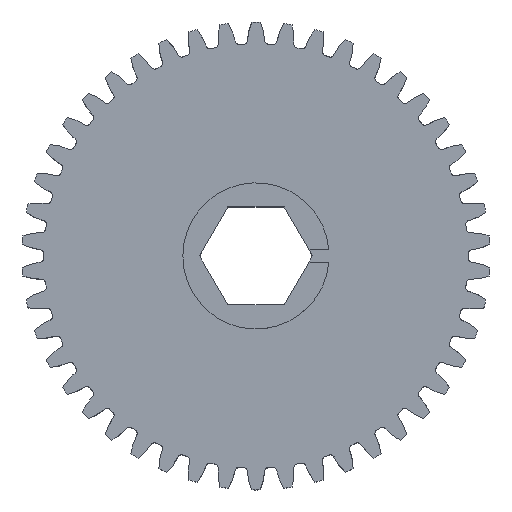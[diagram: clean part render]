
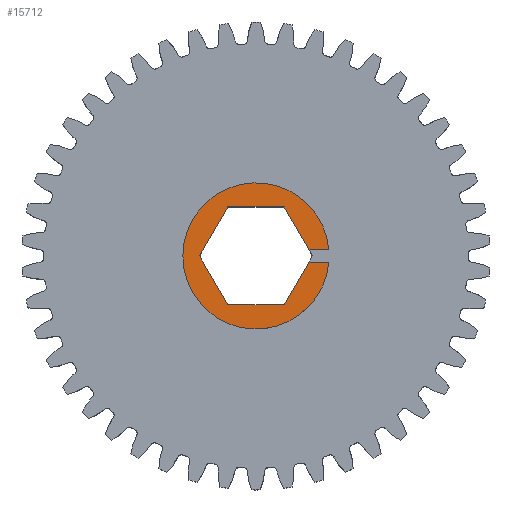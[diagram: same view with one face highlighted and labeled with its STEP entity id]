
A CAD part, top view. The second image highlights one B-rep face of the part: STEP entity #15712.
In plain terms, the highlighted planar face has unit normal (0, 0, 1).
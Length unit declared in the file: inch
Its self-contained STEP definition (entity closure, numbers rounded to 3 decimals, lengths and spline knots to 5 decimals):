
#205 = LINE ( 'NONE', #12052, #13571 ) ;
#487 = ORIENTED_EDGE ( 'NONE', *, *, #5802, .F. ) ;
#608 = LINE ( 'NONE', #5949, #14671 ) ;
#616 = DIRECTION ( 'NONE',  ( 0.5, -0.866, 0. ) ) ;
#641 = EDGE_CURVE ( 'NONE', #2001, #3706, #1487, .T. ) ;
#660 = CARTESIAN_POINT ( 'NONE',  ( 0.27179, 0.03125, 0.249 ) ) ;
#950 = VECTOR ( 'NONE', #15623, 39.37008 ) ;
#1133 = DIRECTION ( 'NONE',  ( 1., 0., 0. ) ) ;
#1281 = PLANE ( 'NONE',  #12192 ) ;
#1487 = LINE ( 'NONE', #16046, #16148 ) ;
#1803 = CARTESIAN_POINT ( 'NONE',  ( 0.14491, 0.251, 0.249 ) ) ;
#1808 = VERTEX_POINT ( 'NONE', #12139 ) ;
#1859 = EDGE_CURVE ( 'NONE', #3706, #2851, #15122, .T. ) ;
#1922 = VERTEX_POINT ( 'NONE', #16440 ) ;
#2001 = VERTEX_POINT ( 'NONE', #660 ) ;
#2851 = VERTEX_POINT ( 'NONE', #15322 ) ;
#3319 = EDGE_CURVE ( 'NONE', #7872, #1808, #11940, .T. ) ;
#3706 = VERTEX_POINT ( 'NONE', #10154 ) ;
#3757 = LINE ( 'NONE', #11739, #9656 ) ;
#4264 = CARTESIAN_POINT ( 'NONE',  ( 0., 0., 0.249 ) ) ;
#4272 = VECTOR ( 'NONE', #8378, 39.37008 ) ;
#4556 = CARTESIAN_POINT ( 'NONE',  ( -0.28983, 0., 0.249 ) ) ;
#4716 = EDGE_CURVE ( 'NONE', #13766, #5161, #6535, .T. ) ;
#5161 = VERTEX_POINT ( 'NONE', #9688 ) ;
#5634 = DIRECTION ( 'NONE',  ( -1., 0., 0. ) ) ;
#5661 = DIRECTION ( 'NONE',  ( 0., 0., 1. ) ) ;
#5802 = EDGE_CURVE ( 'NONE', #6659, #7872, #608, .T. ) ;
#5949 = CARTESIAN_POINT ( 'NONE',  ( 0.14491, -0.251, 0.249 ) ) ;
#5991 = VECTOR ( 'NONE', #14272, 39.37008 ) ;
#6183 = ORIENTED_EDGE ( 'NONE', *, *, #3319, .F. ) ;
#6199 = CARTESIAN_POINT ( 'NONE',  ( 0.27179, -0.03125, 0.249 ) ) ;
#6535 = CIRCLE ( 'NONE', #8505, 0.375 ) ;
#6622 = CARTESIAN_POINT ( 'NONE',  ( 0., 0., 0.249 ) ) ;
#6659 = VERTEX_POINT ( 'NONE', #16641 ) ;
#6984 = ORIENTED_EDGE ( 'NONE', *, *, #17104, .F. ) ;
#7168 = DIRECTION ( 'NONE',  ( 1., 0., 0. ) ) ;
#7256 = CARTESIAN_POINT ( 'NONE',  ( -0.14491, 0.251, 0.249 ) ) ;
#7629 = ORIENTED_EDGE ( 'NONE', *, *, #11029, .F. ) ;
#7770 = CARTESIAN_POINT ( 'NONE',  ( 0.3737, 0.03125, 0.249 ) ) ;
#7872 = VERTEX_POINT ( 'NONE', #6199 ) ;
#8012 = EDGE_CURVE ( 'NONE', #2851, #1922, #8932, .T. ) ;
#8378 = DIRECTION ( 'NONE',  ( -1., 0., 0. ) ) ;
#8505 = AXIS2_PLACEMENT_3D ( 'NONE', #4264, #5661, #7168 ) ;
#8712 = EDGE_CURVE ( 'NONE', #5161, #1808, #13281, .T. ) ;
#8932 = LINE ( 'NONE', #7256, #5991 ) ;
#8999 = CARTESIAN_POINT ( 'NONE',  ( 0., 0., 0.249 ) ) ;
#9656 = VECTOR ( 'NONE', #1133, 39.37008 ) ;
#9664 = DIRECTION ( 'NONE',  ( 1., 0., 0. ) ) ;
#9688 = CARTESIAN_POINT ( 'NONE',  ( -0.375, 0., 0.249 ) ) ;
#10154 = CARTESIAN_POINT ( 'NONE',  ( 0.14491, 0.251, 0.249 ) ) ;
#10539 = VECTOR ( 'NONE', #616, 39.37008 ) ;
#10679 = ORIENTED_EDGE ( 'NONE', *, *, #11807, .F. ) ;
#10998 = ORIENTED_EDGE ( 'NONE', *, *, #641, .F. ) ;
#11008 = ORIENTED_EDGE ( 'NONE', *, *, #1859, .F. ) ;
#11029 = EDGE_CURVE ( 'NONE', #16275, #6659, #3757, .T. ) ;
#11690 = EDGE_LOOP ( 'NONE', ( #10679, #15953, #13630, #6183, #487, #7629, #6984, #17165, #11008, #10998 ) ) ;
#11739 = CARTESIAN_POINT ( 'NONE',  ( -0.14491, -0.251, 0.249 ) ) ;
#11807 = EDGE_CURVE ( 'NONE', #13766, #2001, #205, .T. ) ;
#11940 = LINE ( 'NONE', #13337, #950 ) ;
#12052 = CARTESIAN_POINT ( 'NONE',  ( 0.08883, 0.03125, 0.249 ) ) ;
#12139 = CARTESIAN_POINT ( 'NONE',  ( 0.3737, -0.03125, 0.249 ) ) ;
#12192 = AXIS2_PLACEMENT_3D ( 'NONE', #6622, #13772, #9664 ) ;
#13281 = CIRCLE ( 'NONE', #15799, 0.375 ) ;
#13337 = CARTESIAN_POINT ( 'NONE',  ( 0.08883, -0.03125, 0.249 ) ) ;
#13571 = VECTOR ( 'NONE', #5634, 39.37008 ) ;
#13581 = DIRECTION ( 'NONE',  ( 0.5, 0.866, 0. ) ) ;
#13630 = ORIENTED_EDGE ( 'NONE', *, *, #8712, .T. ) ;
#13766 = VERTEX_POINT ( 'NONE', #7770 ) ;
#13772 = DIRECTION ( 'NONE',  ( 0., 0., 1. ) ) ;
#14272 = DIRECTION ( 'NONE',  ( -0.5, -0.866, 0. ) ) ;
#14490 = CARTESIAN_POINT ( 'NONE',  ( -0.14491, -0.251, 0.249 ) ) ;
#14650 = DIRECTION ( 'NONE',  ( -0.5, 0.866, 0. ) ) ;
#14671 = VECTOR ( 'NONE', #13581, 39.37008 ) ;
#15002 = FACE_OUTER_BOUND ( 'NONE', #11690, .T. ) ;
#15122 = LINE ( 'NONE', #1803, #4272 ) ;
#15322 = CARTESIAN_POINT ( 'NONE',  ( -0.14491, 0.251, 0.249 ) ) ;
#15623 = DIRECTION ( 'NONE',  ( 1., 0., 0. ) ) ;
#15712 = ADVANCED_FACE ( 'NONE', ( #15002 ), #1281, .T. ) ;
#15799 = AXIS2_PLACEMENT_3D ( 'NONE', #8999, #15993, #17233 ) ;
#15953 = ORIENTED_EDGE ( 'NONE', *, *, #4716, .T. ) ;
#15993 = DIRECTION ( 'NONE',  ( 0., 0., 1. ) ) ;
#16046 = CARTESIAN_POINT ( 'NONE',  ( 0.28983, 0., 0.249 ) ) ;
#16148 = VECTOR ( 'NONE', #14650, 39.37008 ) ;
#16275 = VERTEX_POINT ( 'NONE', #14490 ) ;
#16440 = CARTESIAN_POINT ( 'NONE',  ( -0.28983, 0., 0.249 ) ) ;
#16641 = CARTESIAN_POINT ( 'NONE',  ( 0.14491, -0.251, 0.249 ) ) ;
#16755 = LINE ( 'NONE', #4556, #10539 ) ;
#17104 = EDGE_CURVE ( 'NONE', #1922, #16275, #16755, .T. ) ;
#17165 = ORIENTED_EDGE ( 'NONE', *, *, #8012, .F. ) ;
#17233 = DIRECTION ( 'NONE',  ( 1., 0., 0. ) ) ;
